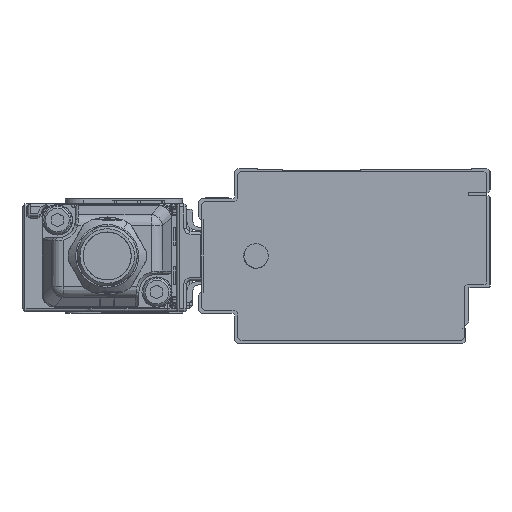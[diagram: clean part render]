
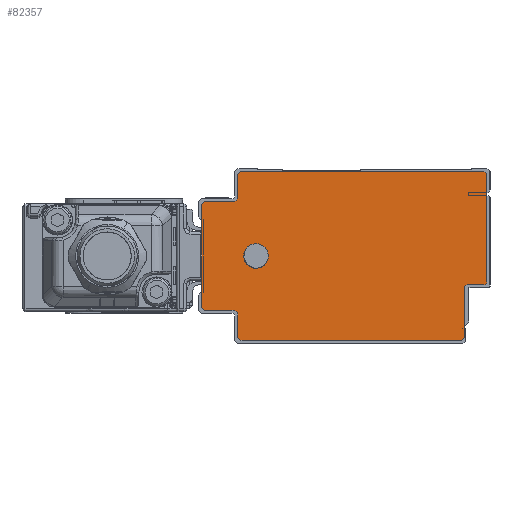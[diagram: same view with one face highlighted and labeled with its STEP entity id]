
A CAD part, left-side view. The second image highlights one B-rep face of the part: STEP entity #82357.
In plain terms, the highlighted planar face has unit normal (-1, 0, 0).
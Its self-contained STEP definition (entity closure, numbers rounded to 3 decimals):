
#80349=AXIS2_PLACEMENT_3D('Circle Axis2P3D',#80347,#80348,$) ;
#80387=AXIS2_PLACEMENT_3D('Circle Axis2P3D',#80385,#80386,$) ;
#80425=AXIS2_PLACEMENT_3D('Circle Axis2P3D',#80423,#80424,$) ;
#80463=AXIS2_PLACEMENT_3D('Circle Axis2P3D',#80461,#80462,$) ;
#82240=AXIS2_PLACEMENT_3D('Plane Axis2P3D',#82237,#82238,#82239) ;
#82244=AXIS2_PLACEMENT_3D('Circle Axis2P3D',#82242,#82243,$) ;
#82258=AXIS2_PLACEMENT_3D('Circle Axis2P3D',#82256,#82257,$) ;
#82272=AXIS2_PLACEMENT_3D('Circle Axis2P3D',#82270,#82271,$) ;
#82286=AXIS2_PLACEMENT_3D('Circle Axis2P3D',#82284,#82285,$) ;
#82300=AXIS2_PLACEMENT_3D('Circle Axis2P3D',#82298,#82299,$) ;
#82314=AXIS2_PLACEMENT_3D('Circle Axis2P3D',#82312,#82313,$) ;
#82341=AXIS2_PLACEMENT_3D('Circle Axis2P3D',#82339,#82340,$) ;
#82350=AXIS2_PLACEMENT_3D('Circle Axis2P3D',#82348,#82349,$) ;
#80305=CARTESIAN_POINT('Line Origine',(-1675.5,44.,14.5)) ;
#80309=CARTESIAN_POINT('Vertex',(-1675.5,44.,6.)) ;
#80311=CARTESIAN_POINT('Vertex',(-1675.5,44.,23.)) ;
#80347=CARTESIAN_POINT('Axis2P3D Location',(-1675.5,43.5,23.)) ;
#80351=CARTESIAN_POINT('Vertex',(-1675.5,43.5,23.5)) ;
#80366=CARTESIAN_POINT('Line Origine',(-1675.5,41.25,23.5)) ;
#80370=CARTESIAN_POINT('Vertex',(-1675.5,39.,23.5)) ;
#80385=CARTESIAN_POINT('Axis2P3D Location',(-1675.5,39.,24.5)) ;
#80389=CARTESIAN_POINT('Vertex',(-1675.5,38.,24.5)) ;
#80404=CARTESIAN_POINT('Line Origine',(-1675.5,38.,26.25)) ;
#80408=CARTESIAN_POINT('Vertex',(-1675.5,38.,28.)) ;
#80423=CARTESIAN_POINT('Axis2P3D Location',(-1675.5,37.5,28.)) ;
#80427=CARTESIAN_POINT('Vertex',(-1675.5,37.5,28.5)) ;
#80442=CARTESIAN_POINT('Line Origine',(-1675.5,17.25,28.5)) ;
#80446=CARTESIAN_POINT('Vertex',(-1675.5,-3.,28.5)) ;
#80461=CARTESIAN_POINT('Axis2P3D Location',(-1675.5,-3.,28.)) ;
#80465=CARTESIAN_POINT('Vertex',(-1675.5,-3.5,28.)) ;
#80480=CARTESIAN_POINT('Line Origine',(-1675.5,-3.5,19.1)) ;
#80484=CARTESIAN_POINT('Vertex',(-1675.5,-3.5,10.2)) ;
#82237=CARTESIAN_POINT('Axis2P3D Location',(-1675.5,0.,0.)) ;
#82242=CARTESIAN_POINT('Axis2P3D Location',(-1675.5,43.5,6.)) ;
#82246=CARTESIAN_POINT('Vertex',(-1675.5,43.5,5.5)) ;
#82249=CARTESIAN_POINT('Line Origine',(-1675.5,41.25,5.5)) ;
#82253=CARTESIAN_POINT('Vertex',(-1675.5,39.,5.5)) ;
#82256=CARTESIAN_POINT('Axis2P3D Location',(-1675.5,39.,4.5)) ;
#82260=CARTESIAN_POINT('Vertex',(-1675.5,38.,4.5)) ;
#82263=CARTESIAN_POINT('Line Origine',(-1675.5,38.,2.75)) ;
#82267=CARTESIAN_POINT('Vertex',(-1675.5,38.,1.)) ;
#82270=CARTESIAN_POINT('Axis2P3D Location',(-1675.5,37.5,1.)) ;
#82274=CARTESIAN_POINT('Vertex',(-1675.5,37.5,0.5)) ;
#82277=CARTESIAN_POINT('Line Origine',(-1675.5,19.15,0.5)) ;
#82281=CARTESIAN_POINT('Vertex',(-1675.5,0.8,0.5)) ;
#82284=CARTESIAN_POINT('Axis2P3D Location',(-1675.5,0.8,1.)) ;
#82288=CARTESIAN_POINT('Vertex',(-1675.5,0.3,1.)) ;
#82291=CARTESIAN_POINT('Line Origine',(-1675.5,0.3,5.1)) ;
#82295=CARTESIAN_POINT('Vertex',(-1675.5,0.3,9.2)) ;
#82298=CARTESIAN_POINT('Axis2P3D Location',(-1675.5,-0.2,9.2)) ;
#82302=CARTESIAN_POINT('Vertex',(-1675.5,-0.2,9.7)) ;
#82305=CARTESIAN_POINT('Line Origine',(-1675.5,-1.6,9.7)) ;
#82309=CARTESIAN_POINT('Vertex',(-1675.5,-3.,9.7)) ;
#82312=CARTESIAN_POINT('Axis2P3D Location',(-1675.5,-3.,10.2)) ;
#82339=CARTESIAN_POINT('Axis2P3D Location',(-1675.5,35.,14.5)) ;
#82343=CARTESIAN_POINT('Vertex',(-1675.5,33.186,13.509)) ;
#82345=CARTESIAN_POINT('Vertex',(-1675.5,36.814,15.491)) ;
#82348=CARTESIAN_POINT('Axis2P3D Location',(-1675.5,35.,14.5)) ;
#80306=DIRECTION('Vector Direction',(0.,0.,1.)) ;
#80348=DIRECTION('Axis2P3D Direction',(1.,0.,0.)) ;
#80367=DIRECTION('Vector Direction',(0.,1.,0.)) ;
#80386=DIRECTION('Axis2P3D Direction',(1.,0.,0.)) ;
#80405=DIRECTION('Vector Direction',(0.,0.,1.)) ;
#80424=DIRECTION('Axis2P3D Direction',(1.,0.,0.)) ;
#80443=DIRECTION('Vector Direction',(0.,1.,0.)) ;
#80462=DIRECTION('Axis2P3D Direction',(1.,0.,-0.)) ;
#80481=DIRECTION('Vector Direction',(0.,0.,-1.)) ;
#82238=DIRECTION('Axis2P3D Direction',(1.,0.,0.)) ;
#82239=DIRECTION('Axis2P3D XDirection',(0.,1.,0.)) ;
#82243=DIRECTION('Axis2P3D Direction',(1.,0.,0.)) ;
#82250=DIRECTION('Vector Direction',(0.,-1.,0.)) ;
#82257=DIRECTION('Axis2P3D Direction',(1.,0.,0.)) ;
#82264=DIRECTION('Vector Direction',(0.,0.,1.)) ;
#82271=DIRECTION('Axis2P3D Direction',(1.,0.,0.)) ;
#82278=DIRECTION('Vector Direction',(0.,-1.,0.)) ;
#82285=DIRECTION('Axis2P3D Direction',(1.,0.,0.)) ;
#82292=DIRECTION('Vector Direction',(0.,0.,-1.)) ;
#82299=DIRECTION('Axis2P3D Direction',(1.,0.,0.)) ;
#82306=DIRECTION('Vector Direction',(0.,1.,0.)) ;
#82313=DIRECTION('Axis2P3D Direction',(1.,0.,0.)) ;
#82340=DIRECTION('Axis2P3D Direction',(1.,0.,0.)) ;
#82349=DIRECTION('Axis2P3D Direction',(1.,0.,0.)) ;
#80307=VECTOR('Line Direction',#80306,1.) ;
#80368=VECTOR('Line Direction',#80367,1.) ;
#80406=VECTOR('Line Direction',#80405,1.) ;
#80444=VECTOR('Line Direction',#80443,1.) ;
#80482=VECTOR('Line Direction',#80481,1.) ;
#82251=VECTOR('Line Direction',#82250,1.) ;
#82265=VECTOR('Line Direction',#82264,1.) ;
#82279=VECTOR('Line Direction',#82278,1.) ;
#82293=VECTOR('Line Direction',#82292,1.) ;
#82307=VECTOR('Line Direction',#82306,1.) ;
#82318=ORIENTED_EDGE('',*,*,#80448,.F.) ;
#82319=ORIENTED_EDGE('',*,*,#80429,.F.) ;
#82320=ORIENTED_EDGE('',*,*,#80410,.F.) ;
#82321=ORIENTED_EDGE('',*,*,#80391,.F.) ;
#82322=ORIENTED_EDGE('',*,*,#80372,.F.) ;
#82323=ORIENTED_EDGE('',*,*,#80353,.F.) ;
#82324=ORIENTED_EDGE('',*,*,#80313,.F.) ;
#82325=ORIENTED_EDGE('',*,*,#82248,.F.) ;
#82326=ORIENTED_EDGE('',*,*,#82255,.F.) ;
#82327=ORIENTED_EDGE('',*,*,#82262,.F.) ;
#82328=ORIENTED_EDGE('',*,*,#82269,.F.) ;
#82329=ORIENTED_EDGE('',*,*,#82276,.F.) ;
#82330=ORIENTED_EDGE('',*,*,#82283,.F.) ;
#82331=ORIENTED_EDGE('',*,*,#82290,.F.) ;
#82332=ORIENTED_EDGE('',*,*,#82297,.F.) ;
#82333=ORIENTED_EDGE('',*,*,#82304,.F.) ;
#82334=ORIENTED_EDGE('',*,*,#82311,.F.) ;
#82335=ORIENTED_EDGE('',*,*,#82316,.F.) ;
#82336=ORIENTED_EDGE('',*,*,#80486,.F.) ;
#82337=ORIENTED_EDGE('',*,*,#80467,.F.) ;
#82354=ORIENTED_EDGE('',*,*,#82347,.T.) ;
#82355=ORIENTED_EDGE('',*,*,#82352,.T.) ;
#82356=FACE_BOUND('',#82353,.T.) ;
#82357=ADVANCED_FACE('\X2\FF8EFF9EFF83FF9EFF68FF70\X0\.2',(#82338,#82356),#82241,.F.) ;
#80350=CIRCLE('generated circle',#80349,0.5) ;
#80388=CIRCLE('generated circle',#80387,1.) ;
#80426=CIRCLE('generated circle',#80425,0.5) ;
#80464=CIRCLE('generated circle',#80463,0.5) ;
#82245=CIRCLE('generated circle',#82244,0.5) ;
#82259=CIRCLE('generated circle',#82258,1.) ;
#82273=CIRCLE('generated circle',#82272,0.5) ;
#82287=CIRCLE('generated circle',#82286,0.5) ;
#82301=CIRCLE('generated circle',#82300,0.5) ;
#82315=CIRCLE('generated circle',#82314,0.5) ;
#82342=CIRCLE('generated circle',#82341,2.067) ;
#82351=CIRCLE('generated circle',#82350,2.067) ;
#80313=EDGE_CURVE('',#80310,#80312,#80308,.T.) ;
#80353=EDGE_CURVE('',#80312,#80352,#80350,.T.) ;
#80372=EDGE_CURVE('',#80352,#80371,#80369,.F.) ;
#80391=EDGE_CURVE('',#80371,#80390,#80388,.F.) ;
#80410=EDGE_CURVE('',#80390,#80409,#80407,.T.) ;
#80429=EDGE_CURVE('',#80409,#80428,#80426,.T.) ;
#80448=EDGE_CURVE('',#80428,#80447,#80445,.F.) ;
#80467=EDGE_CURVE('',#80447,#80466,#80464,.T.) ;
#80486=EDGE_CURVE('',#80466,#80485,#80483,.T.) ;
#82248=EDGE_CURVE('',#82247,#80310,#82245,.T.) ;
#82255=EDGE_CURVE('',#82254,#82247,#82252,.F.) ;
#82262=EDGE_CURVE('',#82261,#82254,#82259,.F.) ;
#82269=EDGE_CURVE('',#82268,#82261,#82266,.T.) ;
#82276=EDGE_CURVE('',#82275,#82268,#82273,.T.) ;
#82283=EDGE_CURVE('',#82282,#82275,#82280,.F.) ;
#82290=EDGE_CURVE('',#82289,#82282,#82287,.T.) ;
#82297=EDGE_CURVE('',#82296,#82289,#82294,.T.) ;
#82304=EDGE_CURVE('',#82303,#82296,#82301,.F.) ;
#82311=EDGE_CURVE('',#82310,#82303,#82308,.T.) ;
#82316=EDGE_CURVE('',#80485,#82310,#82315,.T.) ;
#82347=EDGE_CURVE('',#82344,#82346,#82342,.T.) ;
#82352=EDGE_CURVE('',#82346,#82344,#82351,.T.) ;
#82317=EDGE_LOOP('',(#82318,#82319,#82320,#82321,#82322,#82323,#82324,#82325,#82326,#82327,#82328,#82329,#82330,#82331,#82332,#82333,#82334,#82335,#82336,#82337)) ;
#82353=EDGE_LOOP('',(#82354,#82355)) ;
#82338=FACE_OUTER_BOUND('',#82317,.T.) ;
#80308=LINE('Line',#80305,#80307) ;
#80369=LINE('Line',#80366,#80368) ;
#80407=LINE('Line',#80404,#80406) ;
#80445=LINE('Line',#80442,#80444) ;
#80483=LINE('Line',#80480,#80482) ;
#82252=LINE('Line',#82249,#82251) ;
#82266=LINE('Line',#82263,#82265) ;
#82280=LINE('Line',#82277,#82279) ;
#82294=LINE('Line',#82291,#82293) ;
#82308=LINE('Line',#82305,#82307) ;
#82241=PLANE('Plane',#82240) ;
#80310=VERTEX_POINT('',#80309) ;
#80312=VERTEX_POINT('',#80311) ;
#80352=VERTEX_POINT('',#80351) ;
#80371=VERTEX_POINT('',#80370) ;
#80390=VERTEX_POINT('',#80389) ;
#80409=VERTEX_POINT('',#80408) ;
#80428=VERTEX_POINT('',#80427) ;
#80447=VERTEX_POINT('',#80446) ;
#80466=VERTEX_POINT('',#80465) ;
#80485=VERTEX_POINT('',#80484) ;
#82247=VERTEX_POINT('',#82246) ;
#82254=VERTEX_POINT('',#82253) ;
#82261=VERTEX_POINT('',#82260) ;
#82268=VERTEX_POINT('',#82267) ;
#82275=VERTEX_POINT('',#82274) ;
#82282=VERTEX_POINT('',#82281) ;
#82289=VERTEX_POINT('',#82288) ;
#82296=VERTEX_POINT('',#82295) ;
#82303=VERTEX_POINT('',#82302) ;
#82310=VERTEX_POINT('',#82309) ;
#82344=VERTEX_POINT('',#82343) ;
#82346=VERTEX_POINT('',#82345) ;
